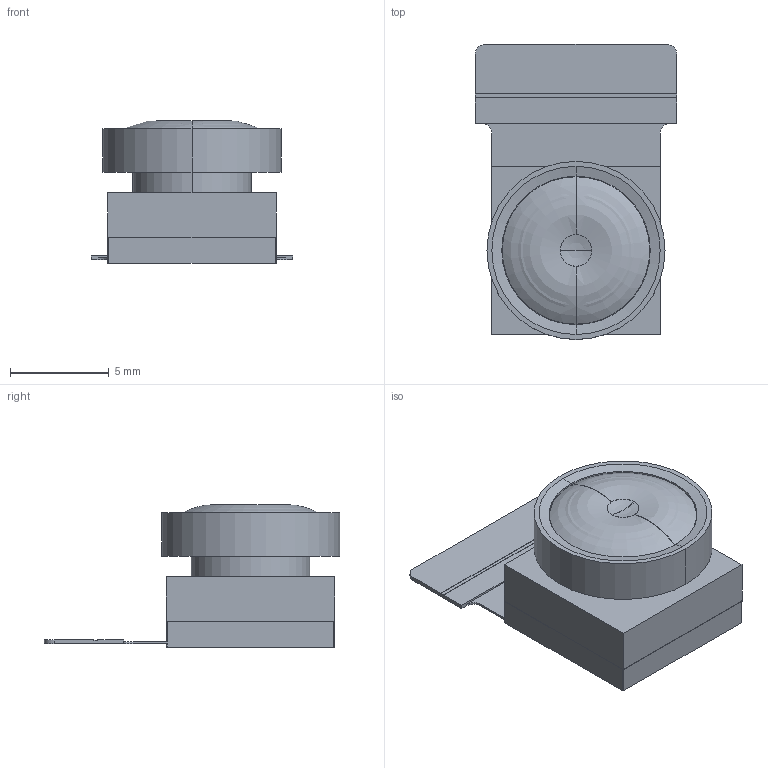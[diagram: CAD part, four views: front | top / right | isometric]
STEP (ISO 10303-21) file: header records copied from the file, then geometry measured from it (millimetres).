
FILE_DESCRIPTION (( 'STEP AP214' ), '1' );
FILE_NAME ('py059w(mz).STEP', '2022-11-30T03:29:17', ( '' ), ( '' ), 'SwSTEP 2.0', 'SolidWorks 2021', '' );
FILE_SCHEMA (( 'AUTOMOTIVE_DESIGN' ));
Length unit declared in the file: millimetre
Products named in the file (1): py059w(mz)
Bounding box: 10.2 x 14.92 x 7.22 mm (x, y, z)
Volume: 419.2 mm3; surface area: 848.9 mm2
Topology: 4 solids, 4 shells, 64 faces, 154 edges, 100 vertices
Faces by surface type: plane 32, cylinder 22, sphere 4, torus 4, cone 2
Entity records: 2605 total; most frequent: DIRECTION 342, CARTESIAN_POINT 311, ORIENTED_EDGE 296, EDGE_CURVE 148, AXIS2_PLACEMENT_3D 129, VERTEX_POINT 98, VECTOR 84, LINE 84
